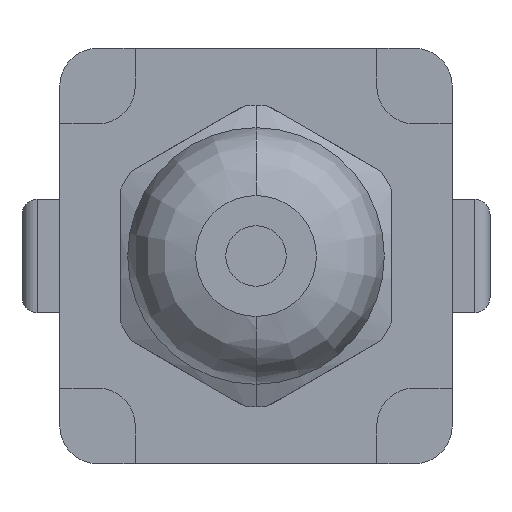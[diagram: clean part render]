
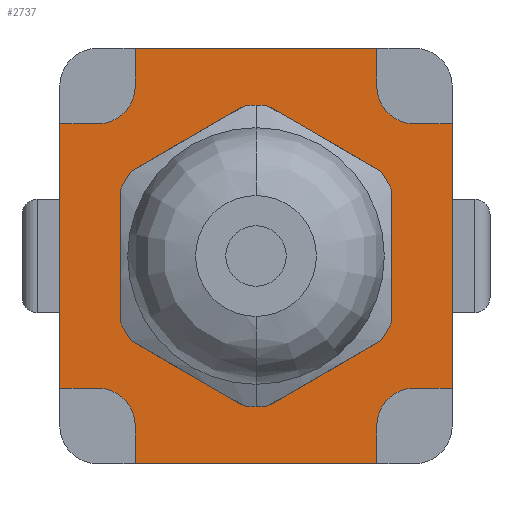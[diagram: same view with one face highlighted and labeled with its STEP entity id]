
A CAD part, front view. The second image highlights one B-rep face of the part: STEP entity #2737.
In plain terms, the highlighted planar face has unit normal (0, -1, 0).
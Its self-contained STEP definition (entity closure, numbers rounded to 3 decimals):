
#597=CARTESIAN_POINT('',(0.,-860.,-27.5));
#598=DIRECTION('',(0.,1.,0.));
#599=DIRECTION('',(0.,0.,1.));
#600=AXIS2_PLACEMENT_3D('',#597,#598,#599);
#605=CARTESIAN_POINT('',(0.,-860.,-27.5));
#606=DIRECTION('',(0.,1.,0.));
#607=DIRECTION('',(0.,0.,-1.));
#608=AXIS2_PLACEMENT_3D('',#605,#606,#607);
#613=DIRECTION('',(0.,0.,1.));
#614=VECTOR('',#613,5.);
#615=CARTESIAN_POINT('',(-16.,-860.,-55.));
#616=LINE('',#615,#614);
#620=CARTESIAN_POINT('',(-21.,-860.,-50.));
#621=DIRECTION('',(0.,-1.,0.));
#622=DIRECTION('',(1.,0.,0.));
#623=AXIS2_PLACEMENT_3D('',#620,#621,#622);
#628=DIRECTION('',(1.,0.,0.));
#629=VECTOR('',#628,5.);
#630=CARTESIAN_POINT('',(-26.,-860.,-45.));
#631=LINE('',#630,#629);
#635=DIRECTION('',(0.,0.,1.));
#636=VECTOR('',#635,35.);
#637=CARTESIAN_POINT('',(-26.,-860.,-45.));
#638=LINE('',#637,#636);
#642=DIRECTION('',(1.,0.,0.));
#643=VECTOR('',#642,5.);
#644=CARTESIAN_POINT('',(-26.,-860.,-10.));
#645=LINE('',#644,#643);
#649=CARTESIAN_POINT('',(-21.,-860.,-5.));
#650=DIRECTION('',(0.,-1.,0.));
#651=DIRECTION('',(0.,0.,-1.));
#652=AXIS2_PLACEMENT_3D('',#649,#650,#651);
#657=DIRECTION('',(0.,0.,-1.));
#658=VECTOR('',#657,5.);
#659=CARTESIAN_POINT('',(-16.,-860.,0.));
#660=LINE('',#659,#658);
#664=DIRECTION('',(1.,0.,0.));
#665=VECTOR('',#664,32.);
#666=CARTESIAN_POINT('',(-16.,-860.,0.));
#667=LINE('',#666,#665);
#671=DIRECTION('',(0.,0.,-1.));
#672=VECTOR('',#671,5.);
#673=CARTESIAN_POINT('',(16.,-860.,0.));
#674=LINE('',#673,#672);
#678=CARTESIAN_POINT('',(21.,-860.,-5.));
#679=DIRECTION('',(0.,-1.,0.));
#680=DIRECTION('',(-1.,0.,0.));
#681=AXIS2_PLACEMENT_3D('',#678,#679,#680);
#686=DIRECTION('',(-1.,0.,0.));
#687=VECTOR('',#686,5.);
#688=CARTESIAN_POINT('',(26.,-860.,-10.));
#689=LINE('',#688,#687);
#693=DIRECTION('',(0.,0.,-1.));
#694=VECTOR('',#693,35.);
#695=CARTESIAN_POINT('',(26.,-860.,-10.));
#696=LINE('',#695,#694);
#700=DIRECTION('',(-1.,0.,0.));
#701=VECTOR('',#700,5.);
#702=CARTESIAN_POINT('',(26.,-860.,-45.));
#703=LINE('',#702,#701);
#707=CARTESIAN_POINT('',(21.,-860.,-50.));
#708=DIRECTION('',(0.,-1.,0.));
#709=DIRECTION('',(0.,0.,1.));
#710=AXIS2_PLACEMENT_3D('',#707,#708,#709);
#715=DIRECTION('',(0.,0.,1.));
#716=VECTOR('',#715,5.);
#717=CARTESIAN_POINT('',(16.,-860.,-55.));
#718=LINE('',#717,#716);
#722=DIRECTION('',(-1.,0.,0.));
#723=VECTOR('',#722,32.);
#724=CARTESIAN_POINT('',(16.,-860.,-55.));
#725=LINE('',#724,#723);
#1997=CARTESIAN_POINT('',(0.,-860.,-9.5));
#1998=CARTESIAN_POINT('',(0.,-860.,-45.5));
#1999=VERTEX_POINT('',#1997);
#2000=VERTEX_POINT('',#1998);
#2133=CARTESIAN_POINT('',(-16.,-860.,-55.));
#2134=CARTESIAN_POINT('',(-16.,-860.,-50.));
#2135=VERTEX_POINT('',#2133);
#2136=VERTEX_POINT('',#2134);
#2137=CARTESIAN_POINT('',(-21.,-860.,-45.));
#2138=VERTEX_POINT('',#2137);
#2139=CARTESIAN_POINT('',(-26.,-860.,-45.));
#2140=VERTEX_POINT('',#2139);
#2153=CARTESIAN_POINT('',(-26.,-860.,-10.));
#2154=VERTEX_POINT('',#2153);
#2155=CARTESIAN_POINT('',(16.,-860.,-55.));
#2156=VERTEX_POINT('',#2155);
#2169=CARTESIAN_POINT('',(26.,-860.,-45.));
#2170=CARTESIAN_POINT('',(21.,-860.,-45.));
#2171=VERTEX_POINT('',#2169);
#2172=VERTEX_POINT('',#2170);
#2173=CARTESIAN_POINT('',(16.,-860.,-50.));
#2174=VERTEX_POINT('',#2173);
#2175=CARTESIAN_POINT('',(-21.,-860.,-10.));
#2176=VERTEX_POINT('',#2175);
#2177=CARTESIAN_POINT('',(-16.,-860.,-5.));
#2178=VERTEX_POINT('',#2177);
#2179=CARTESIAN_POINT('',(-16.,-860.,0.));
#2180=VERTEX_POINT('',#2179);
#2181=CARTESIAN_POINT('',(16.,-860.,0.));
#2182=CARTESIAN_POINT('',(16.,-860.,-5.));
#2183=VERTEX_POINT('',#2181);
#2184=VERTEX_POINT('',#2182);
#2185=CARTESIAN_POINT('',(21.,-860.,-10.));
#2186=VERTEX_POINT('',#2185);
#2187=CARTESIAN_POINT('',(26.,-860.,-10.));
#2188=VERTEX_POINT('',#2187);
#2696=CARTESIAN_POINT('',(0.,-860.,0.));
#2697=DIRECTION('',(0.,1.,0.));
#2698=DIRECTION('',(1.,0.,0.));
#2699=AXIS2_PLACEMENT_3D('',#2696,#2697,#2698);
#2700=PLANE('',#2699);
#2702=ORIENTED_EDGE('',*,*,#2701,.T.);
#2704=ORIENTED_EDGE('',*,*,#2703,.T.);
#2706=ORIENTED_EDGE('',*,*,#2705,.F.);
#2707=ORIENTED_EDGE('',*,*,#2533,.T.);
#2709=ORIENTED_EDGE('',*,*,#2708,.T.);
#2711=ORIENTED_EDGE('',*,*,#2710,.T.);
#2713=ORIENTED_EDGE('',*,*,#2712,.F.);
#2714=ORIENTED_EDGE('',*,*,#2663,.T.);
#2715=ORIENTED_EDGE('',*,*,#2687,.T.);
#2717=ORIENTED_EDGE('',*,*,#2716,.T.);
#2719=ORIENTED_EDGE('',*,*,#2718,.F.);
#2720=ORIENTED_EDGE('',*,*,#2391,.T.);
#2722=ORIENTED_EDGE('',*,*,#2721,.T.);
#2724=ORIENTED_EDGE('',*,*,#2723,.T.);
#2726=ORIENTED_EDGE('',*,*,#2725,.F.);
#2728=ORIENTED_EDGE('',*,*,#2727,.T.);
#2729=EDGE_LOOP('',(#2702,#2704,#2706,#2707,#2709,#2711,#2713,#2714,#2715,#2717,
#2719,#2720,#2722,#2724,#2726,#2728));
#2730=FACE_OUTER_BOUND('',#2729,.F.);
#2732=ORIENTED_EDGE('',*,*,#2731,.F.);
#2734=ORIENTED_EDGE('',*,*,#2733,.F.);
#2735=EDGE_LOOP('',(#2732,#2734));
#2736=FACE_BOUND('',#2735,.F.);
#2737=ADVANCED_FACE('',(#2730,#2736),#2700,.F.);
#601=CIRCLE('',#600,18.);
#609=CIRCLE('',#608,18.);
#624=CIRCLE('',#623,5.);
#653=CIRCLE('',#652,5.);
#682=CIRCLE('',#681,5.);
#711=CIRCLE('',#710,5.);
#2391=EDGE_CURVE('',#2188,#2171,#696,.T.);
#2533=EDGE_CURVE('',#2140,#2154,#638,.T.);
#2663=EDGE_CURVE('',#2180,#2183,#667,.T.);
#2687=EDGE_CURVE('',#2183,#2184,#674,.T.);
#2701=EDGE_CURVE('',#2135,#2136,#616,.T.);
#2703=EDGE_CURVE('',#2136,#2138,#624,.T.);
#2705=EDGE_CURVE('',#2140,#2138,#631,.T.);
#2708=EDGE_CURVE('',#2154,#2176,#645,.T.);
#2710=EDGE_CURVE('',#2176,#2178,#653,.T.);
#2712=EDGE_CURVE('',#2180,#2178,#660,.T.);
#2716=EDGE_CURVE('',#2184,#2186,#682,.T.);
#2718=EDGE_CURVE('',#2188,#2186,#689,.T.);
#2721=EDGE_CURVE('',#2171,#2172,#703,.T.);
#2723=EDGE_CURVE('',#2172,#2174,#711,.T.);
#2725=EDGE_CURVE('',#2156,#2174,#718,.T.);
#2727=EDGE_CURVE('',#2156,#2135,#725,.T.);
#2731=EDGE_CURVE('',#1999,#2000,#601,.T.);
#2733=EDGE_CURVE('',#2000,#1999,#609,.T.);
